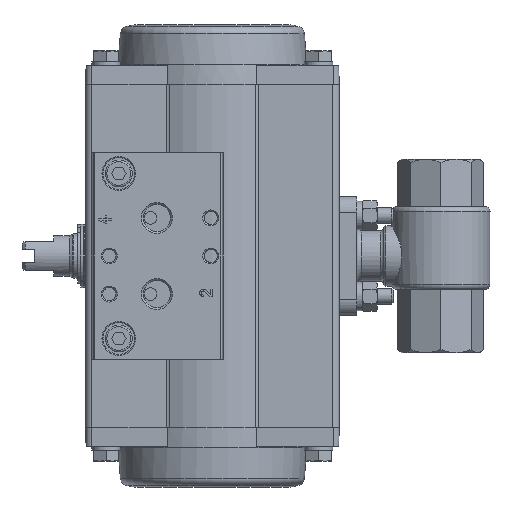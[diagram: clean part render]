
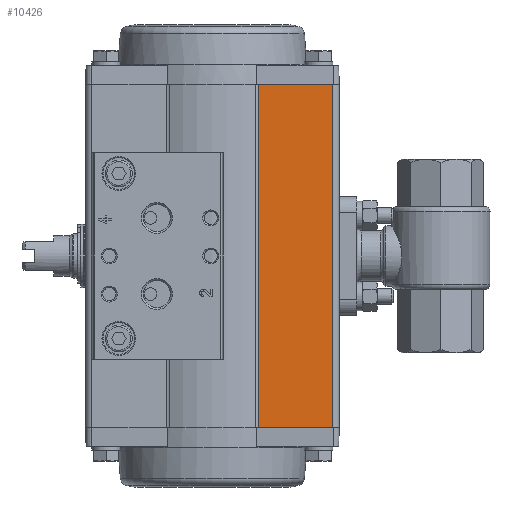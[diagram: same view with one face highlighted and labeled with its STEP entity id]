
A CAD part, left-side view. The second image highlights one B-rep face of the part: STEP entity #10426.
In plain terms, the highlighted face is planar.
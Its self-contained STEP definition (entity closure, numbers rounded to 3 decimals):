
#1129=LINE('',#16283,#1746);
#1153=LINE('',#16421,#1770);
#1189=LINE('',#16529,#1806);
#1190=LINE('',#16530,#1807);
#1746=VECTOR('',#12880,1000.);
#1770=VECTOR('',#12946,1000.);
#1806=VECTOR('',#13038,1000.);
#1807=VECTOR('',#13039,1000.);
#2788=ORIENTED_EDGE('',*,*,#5423,.F.);
#2789=ORIENTED_EDGE('',*,*,#5524,.F.);
#2790=ORIENTED_EDGE('',*,*,#5471,.T.);
#2791=ORIENTED_EDGE('',*,*,#5525,.T.);
#5423=EDGE_CURVE('',#6827,#6835,#1129,.T.);
#5471=EDGE_CURVE('',#6857,#6875,#1153,.T.);
#5524=EDGE_CURVE('',#6857,#6827,#1189,.T.);
#5525=EDGE_CURVE('',#6875,#6835,#1190,.T.);
#6827=VERTEX_POINT('',#16253);
#6835=VERTEX_POINT('',#16284);
#6857=VERTEX_POINT('',#16350);
#6875=VERTEX_POINT('',#16420);
#8148=EDGE_LOOP('',(#2788,#2789,#2790,#2791));
#9129=FACE_BOUND('',#8148,.T.);
#10008=PLANE('',#11368);
#10426=ADVANCED_FACE('',(#9129),#10008,.F.);
#11368=AXIS2_PLACEMENT_3D('',#16528,#13036,#13037);
#12880=DIRECTION('',(0.,-1.,0.));
#12946=DIRECTION('',(0.,-1.,0.));
#13036=DIRECTION('',(-1.,0.,0.));
#13037=DIRECTION('',(0.,0.,1.));
#13038=DIRECTION('',(0.,0.,-1.));
#13039=DIRECTION('',(0.,0.,-1.));
#16253=CARTESIAN_POINT('',(26.5,-14.552,-54.15));
#16283=CARTESIAN_POINT('',(26.5,40.,-54.15));
#16284=CARTESIAN_POINT('',(26.5,-38.,-54.15));
#16350=CARTESIAN_POINT('',(26.5,-14.552,54.15));
#16420=CARTESIAN_POINT('',(26.5,-38.,54.15));
#16421=CARTESIAN_POINT('',(26.5,40.,54.15));
#16528=CARTESIAN_POINT('',(26.5,14.552,54.15));
#16529=CARTESIAN_POINT('',(26.5,-14.552,54.15));
#16530=CARTESIAN_POINT('',(26.5,-38.,54.25));
